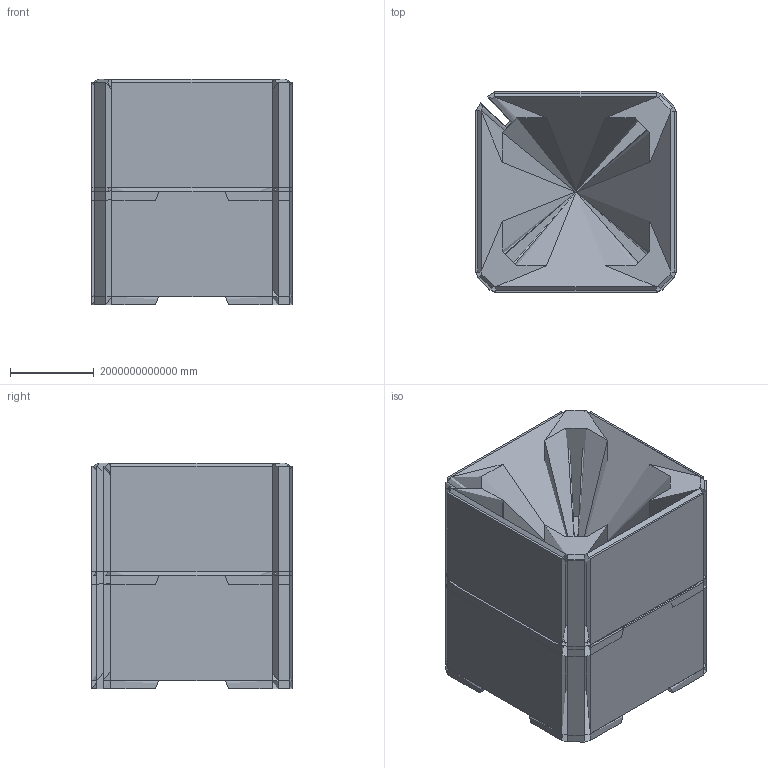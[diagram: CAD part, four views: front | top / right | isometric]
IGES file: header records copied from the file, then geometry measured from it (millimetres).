
Start section: C
Global section: file name: 4828_7448841xxx_HV.igs; native system: By Siemens PLM Incorporated; preprocessor: XPlus GENERIC/IGES 17.0.49; author: Author; organization: Title; date: 20151117.103613; units: millimetre
Bounding box: 4800000128230.82 x 4800000000000 x 5399999999997.4 mm (x, y, z)
Volume: 240403318308.2 mm3; surface area: 361.9 mm2
Topology: 13 solids, 13 shells, 633 faces, 1587 edges, 1007 vertices
Faces by surface type: bspline 633
